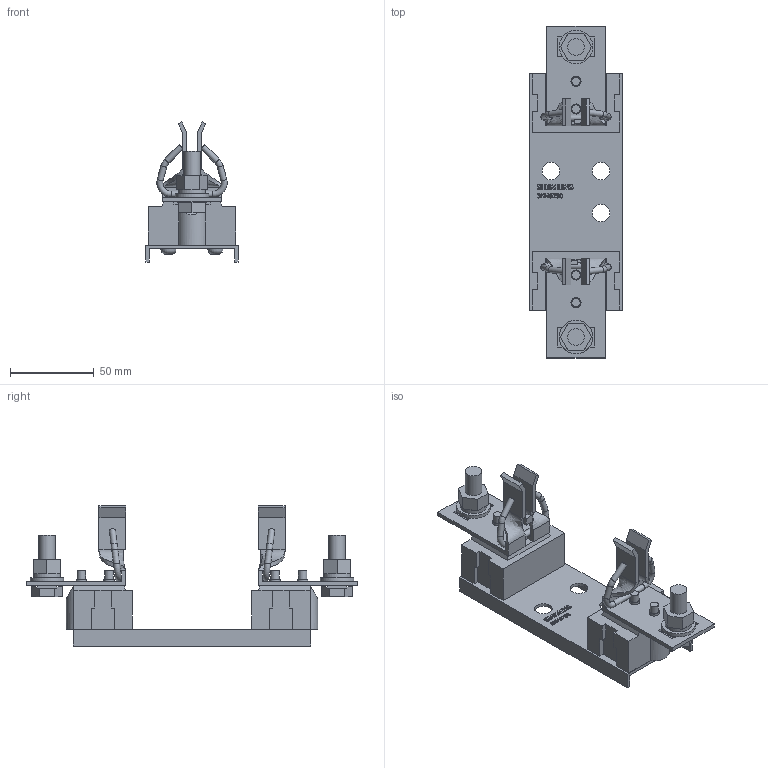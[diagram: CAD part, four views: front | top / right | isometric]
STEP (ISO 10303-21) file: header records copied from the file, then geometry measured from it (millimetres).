
FILE_DESCRIPTION(/* description */ (''),/* implementation_level */ '2;1');
FILE_NAME(/* name */ '3NH6230_000156040.stp',/* time_stamp */ '2024-10-14T09:41:24+02:00',/* author */ (''),/* organization */ (''),/* preprocessor_version */ 'ST-DEVELOPER v18.101',/* originating_system */ 'SIEMENS PLM Software NX 2007',/* authorisation */ '');
FILE_SCHEMA (('AUTOMOTIVE_DESIGN { 1 0 10303 214 3 1 1 1 }'));
Products named in the file (1): 3NH6230_000156040
Bounding box: 55 x 198 x 83.6 mm (x, y, z)
Volume: 129619.2 mm3; surface area: 54950.4 mm2
Topology: 1 solids, 5 shells, 576 faces, 1525 edges, 1001 vertices
Faces by surface type: plane 403, cylinder 96, extrusion 25, bspline 20, cone 16, torus 8, sphere 4, revolution 4
Full cylindrical faces by diameter (mm): 3.6 x10, 3.7 x4, 5 x8, 6 x4, 10 x4, 10.5 x3, 16 x2, 20 x2
Entity records: 43541 total; most frequent: CARTESIAN_POINT 26586, ORIENTED_EDGE 2798, DIRECTION 2541, EDGE_CURVE 1399, VECTOR 961, VERTEX_POINT 940, LINE 936, AXIS2_PLACEMENT_3D 788
